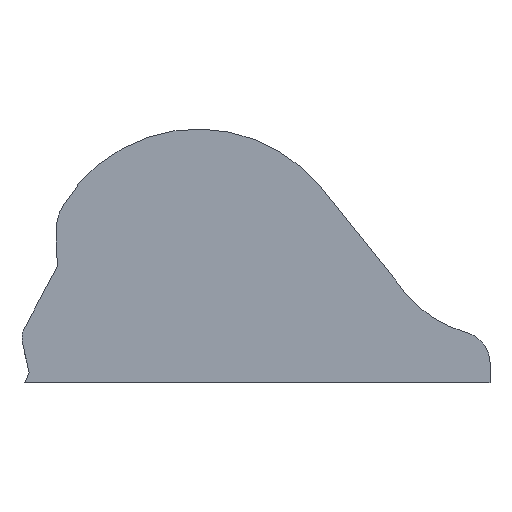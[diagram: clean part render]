
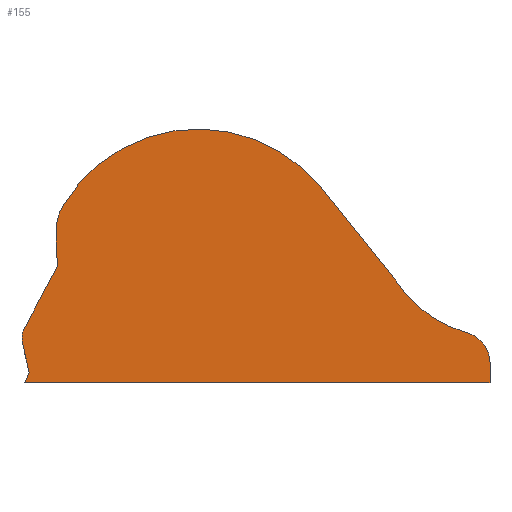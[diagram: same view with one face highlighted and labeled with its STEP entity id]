
A CAD part, top view. The second image highlights one B-rep face of the part: STEP entity #155.
In plain terms, the highlighted planar face has unit normal (0, 0, 1).
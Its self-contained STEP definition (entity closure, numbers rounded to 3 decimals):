
#3 = CIRCLE ( 'NONE', #121, 38. ) ;
#10 = VERTEX_POINT ( 'NONE', #415 ) ;
#11 = CARTESIAN_POINT ( 'NONE',  ( 4.282, 10.779, 0. ) ) ;
#14 = VERTEX_POINT ( 'NONE', #308 ) ;
#28 = CIRCLE ( 'NONE', #95, 12. ) ;
#29 = ORIENTED_EDGE ( 'NONE', *, *, #124, .T. ) ;
#43 = CIRCLE ( 'NONE', #192, 30.531 ) ;
#45 = DIRECTION ( 'NONE',  ( 0., 0., -1. ) ) ;
#59 = ORIENTED_EDGE ( 'NONE', *, *, #149, .T. ) ;
#60 = CARTESIAN_POINT ( 'NONE',  ( -0.13, 13.132, 0. ) ) ;
#63 = CARTESIAN_POINT ( 'NONE',  ( 0., 0., 0. ) ) ;
#69 = VECTOR ( 'NONE', #294, 1000. ) ;
#80 = ORIENTED_EDGE ( 'NONE', *, *, #412, .T. ) ;
#88 = CARTESIAN_POINT ( 'NONE',  ( 41.736, 23.1, 0. ) ) ;
#92 = DIRECTION ( 'NONE',  ( 1., 0., 0. ) ) ;
#93 = AXIS2_PLACEMENT_3D ( 'NONE', #11, #305, #260 ) ;
#95 = AXIS2_PLACEMENT_3D ( 'NONE', #429, #170, #247 ) ;
#103 = CARTESIAN_POINT ( 'NONE',  ( -0.13, 13.132, 0. ) ) ;
#105 = VERTEX_POINT ( 'NONE', #140 ) ;
#111 = VECTOR ( 'NONE', #315, 1000. ) ;
#115 = EDGE_CURVE ( 'NONE', #328, #417, #488, .T. ) ;
#118 = EDGE_CURVE ( 'NONE', #413, #506, #3, .T. ) ;
#120 = VERTEX_POINT ( 'NONE', #257 ) ;
#121 = AXIS2_PLACEMENT_3D ( 'NONE', #88, #176, #332 ) ;
#124 = EDGE_CURVE ( 'NONE', #10, #495, #273, .T. ) ;
#127 = CARTESIAN_POINT ( 'NONE',  ( -0.599, 9.694, 0. ) ) ;
#128 = VERTEX_POINT ( 'NONE', #129 ) ;
#129 = CARTESIAN_POINT ( 'NONE',  ( 7.8, 28., 0. ) ) ;
#134 = CARTESIAN_POINT ( 'NONE',  ( -0.599, 9.694, 0. ) ) ;
#139 = EDGE_CURVE ( 'NONE', #417, #120, #452, .T. ) ;
#140 = CARTESIAN_POINT ( 'NONE',  ( 89., 25., 0. ) ) ;
#145 = LINE ( 'NONE', #63, #207 ) ;
#147 = EDGE_LOOP ( 'NONE', ( #59, #470, #451, #29, #80, #280, #459, #254, #214, #355, #267, #187 ) ) ;
#149 = EDGE_CURVE ( 'NONE', #120, #152, #172, .T. ) ;
#152 = VERTEX_POINT ( 'NONE', #299 ) ;
#155 = ADVANCED_FACE ( 'NONE', ( #263 ), #226, .T. ) ;
#170 = DIRECTION ( 'NONE',  ( 0., 0., 1. ) ) ;
#172 = LINE ( 'NONE', #449, #69 ) ;
#173 = CARTESIAN_POINT ( 'NONE',  ( 71.33, 46.937, 0. ) ) ;
#176 = DIRECTION ( 'NONE',  ( 0., 0., 1. ) ) ;
#179 = EDGE_CURVE ( 'NONE', #128, #328, #489, .T. ) ;
#187 = ORIENTED_EDGE ( 'NONE', *, *, #139, .T. ) ;
#191 = AXIS2_PLACEMENT_3D ( 'NONE', #302, #326, #485 ) ;
#192 = AXIS2_PLACEMENT_3D ( 'NONE', #288, #45, #368 ) ;
#207 = VECTOR ( 'NONE', #346, 1000. ) ;
#214 = ORIENTED_EDGE ( 'NONE', *, *, #270, .T. ) ;
#226 = PLANE ( 'NONE',  #321 ) ;
#247 = DIRECTION ( 'NONE',  ( 1., 0., 0. ) ) ;
#254 = ORIENTED_EDGE ( 'NONE', *, *, #350, .T. ) ;
#257 = CARTESIAN_POINT ( 'NONE',  ( 1., 2.5, 0. ) ) ;
#259 = EDGE_CURVE ( 'NONE', #105, #413, #312, .T. ) ;
#260 = DIRECTION ( 'NONE',  ( 1., 0., 0. ) ) ;
#263 = FACE_OUTER_BOUND ( 'NONE', #147, .T. ) ;
#267 = ORIENTED_EDGE ( 'NONE', *, *, #115, .T. ) ;
#268 = CARTESIAN_POINT ( 'NONE',  ( 9.219, 42.763, 0. ) ) ;
#270 = EDGE_CURVE ( 'NONE', #14, #128, #501, .T. ) ;
#273 = CIRCLE ( 'NONE', #191, 7.5 ) ;
#280 = ORIENTED_EDGE ( 'NONE', *, *, #259, .T. ) ;
#288 = CARTESIAN_POINT ( 'NONE',  ( 114.748, 41.407, 0. ) ) ;
#294 = DIRECTION ( 'NONE',  ( -0.371, -0.928, 0. ) ) ;
#299 = CARTESIAN_POINT ( 'NONE',  ( 0., 0., 0. ) ) ;
#302 = CARTESIAN_POINT ( 'NONE',  ( 104.5, 4.783, 0. ) ) ;
#305 = DIRECTION ( 'NONE',  ( 0., 0., 1. ) ) ;
#308 = CARTESIAN_POINT ( 'NONE',  ( 7.496, 36.104, 0. ) ) ;
#309 = CARTESIAN_POINT ( 'NONE',  ( 7.8, 28., 0. ) ) ;
#312 = LINE ( 'NONE', #358, #390 ) ;
#315 = DIRECTION ( 'NONE',  ( 0., 1., 0. ) ) ;
#318 = DIRECTION ( 'NONE',  ( 0.037, -0.999, 0. ) ) ;
#321 = AXIS2_PLACEMENT_3D ( 'NONE', #414, #329, #92 ) ;
#326 = DIRECTION ( 'NONE',  ( 0., 0., 1. ) ) ;
#328 = VERTEX_POINT ( 'NONE', #103 ) ;
#329 = DIRECTION ( 'NONE',  ( 0., 0., 1. ) ) ;
#332 = DIRECTION ( 'NONE',  ( 1., 0., 0. ) ) ;
#334 = CARTESIAN_POINT ( 'NONE',  ( 106.521, 12.005, 0. ) ) ;
#345 = EDGE_CURVE ( 'NONE', #442, #10, #505, .T. ) ;
#346 = DIRECTION ( 'NONE',  ( 1., 0., 0. ) ) ;
#350 = EDGE_CURVE ( 'NONE', #506, #14, #28, .T. ) ;
#355 = ORIENTED_EDGE ( 'NONE', *, *, #179, .T. ) ;
#358 = CARTESIAN_POINT ( 'NONE',  ( 71.33, 46.937, 0. ) ) ;
#368 = DIRECTION ( 'NONE',  ( 1., 0., 0. ) ) ;
#369 = CARTESIAN_POINT ( 'NONE',  ( 112., 0., 0. ) ) ;
#383 = DIRECTION ( 'NONE',  ( -0.471, -0.882, 0. ) ) ;
#390 = VECTOR ( 'NONE', #508, 1000. ) ;
#412 = EDGE_CURVE ( 'NONE', #495, #105, #43, .T. ) ;
#413 = VERTEX_POINT ( 'NONE', #173 ) ;
#414 = CARTESIAN_POINT ( 'NONE',  ( 104.5, 4.783, 0. ) ) ;
#415 = CARTESIAN_POINT ( 'NONE',  ( 112., 4.783, 0. ) ) ;
#417 = VERTEX_POINT ( 'NONE', #127 ) ;
#429 = CARTESIAN_POINT ( 'NONE',  ( 19.488, 36.554, 0. ) ) ;
#440 = DIRECTION ( 'NONE',  ( 0.217, -0.976, 0. ) ) ;
#442 = VERTEX_POINT ( 'NONE', #369 ) ;
#446 = VECTOR ( 'NONE', #440, 1000. ) ;
#447 = VECTOR ( 'NONE', #318, 1000. ) ;
#449 = CARTESIAN_POINT ( 'NONE',  ( 1., 2.5, 0. ) ) ;
#451 = ORIENTED_EDGE ( 'NONE', *, *, #345, .T. ) ;
#452 = LINE ( 'NONE', #134, #446 ) ;
#459 = ORIENTED_EDGE ( 'NONE', *, *, #118, .T. ) ;
#467 = CARTESIAN_POINT ( 'NONE',  ( 112., 0., 0. ) ) ;
#470 = ORIENTED_EDGE ( 'NONE', *, *, #511, .T. ) ;
#471 = VECTOR ( 'NONE', #383, 1000. ) ;
#485 = DIRECTION ( 'NONE',  ( 1., 0., 0. ) ) ;
#488 = CIRCLE ( 'NONE', #93, 5. ) ;
#489 = LINE ( 'NONE', #60, #471 ) ;
#495 = VERTEX_POINT ( 'NONE', #334 ) ;
#501 = LINE ( 'NONE', #309, #447 ) ;
#505 = LINE ( 'NONE', #467, #111 ) ;
#506 = VERTEX_POINT ( 'NONE', #268 ) ;
#508 = DIRECTION ( 'NONE',  ( -0.627, 0.779, 0. ) ) ;
#511 = EDGE_CURVE ( 'NONE', #152, #442, #145, .T. ) ;
